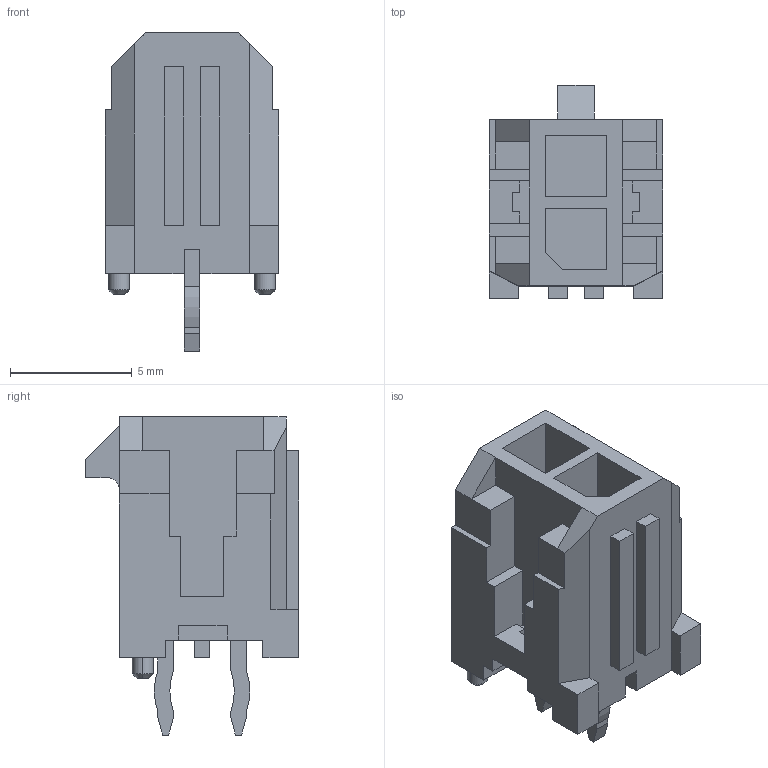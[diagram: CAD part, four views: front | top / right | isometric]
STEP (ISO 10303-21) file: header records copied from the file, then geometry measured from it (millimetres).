
FILE_DESCRIPTION((''),'2;1');
FILE_NAME('430450212','2012-06-27T',('gga'),(''),'PRO/ENGINEER BY PARAMETRIC TECHNOLOGY CORPORATION, 2011490','PRO/ENGINEER BY PARAMETRIC TECHNOLOGY CORPORATION, 2011490','');
FILE_SCHEMA(('CONFIG_CONTROL_DESIGN'));
Length unit declared in the file: millimetre
Products named in the file (1): 430450212
Bounding box: 7.15 x 8.77 x 13.09 mm (x, y, z)
Volume: 335.3 mm3; surface area: 558.5 mm2
Topology: 1 solids, 1 shells, 159 faces, 443 edges, 297 vertices
Faces by surface type: plane 146, cylinder 9, cone 4
Entity records: 5002 total; most frequent: CARTESIAN_POINT 877, ORIENTED_EDGE 848, DIRECTION 793, EDGE_CURVE 424, VECTOR 413, LINE 413, VERTEX_POINT 274, AXIS2_PLACEMENT_3D 190
